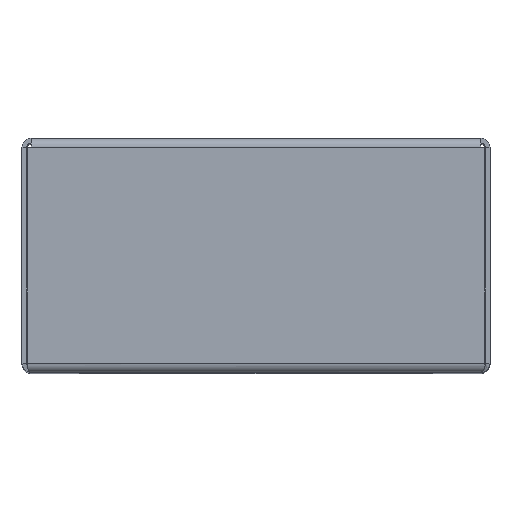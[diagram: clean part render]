
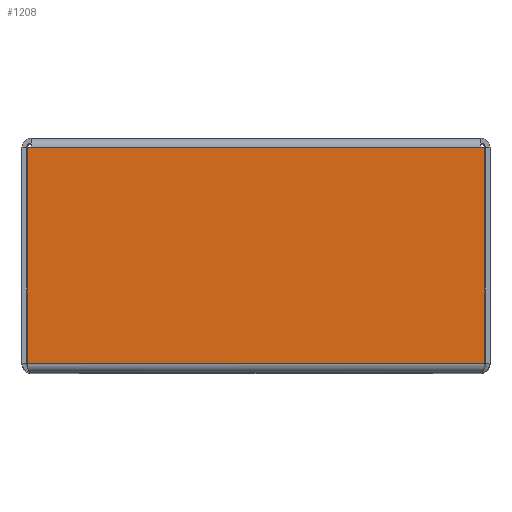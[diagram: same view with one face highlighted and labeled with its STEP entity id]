
A CAD part, top view. The second image highlights one B-rep face of the part: STEP entity #1208.
In plain terms, the highlighted planar face has unit normal (0, 0, 1).
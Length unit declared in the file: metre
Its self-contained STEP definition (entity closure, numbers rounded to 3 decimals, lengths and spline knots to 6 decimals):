
#140=ORIENTED_EDGE('',*,*,#474,.F.);
#141=ORIENTED_EDGE('',*,*,#477,.F.);
#142=ORIENTED_EDGE('',*,*,#478,.F.);
#143=ORIENTED_EDGE('',*,*,#470,.F.);
#144=ORIENTED_EDGE('',*,*,#466,.F.);
#145=ORIENTED_EDGE('',*,*,#479,.F.);
#466=EDGE_CURVE('',#638,#639,#738,.F.);
#470=EDGE_CURVE('',#639,#641,#741,.F.);
#474=EDGE_CURVE('',#645,#643,#745,.F.);
#477=EDGE_CURVE('',#647,#645,#747,.F.);
#478=EDGE_CURVE('',#641,#647,#748,.F.);
#479=EDGE_CURVE('',#643,#638,#749,.T.);
#638=VERTEX_POINT('',#1741);
#639=VERTEX_POINT('',#1743);
#641=VERTEX_POINT('',#1751);
#643=VERTEX_POINT('',#1757);
#645=VERTEX_POINT('',#1761);
#647=VERTEX_POINT('',#1770);
#738=LINE('',#1742,#866);
#741=LINE('',#1753,#869);
#745=LINE('',#1762,#873);
#747=LINE('',#1771,#875);
#748=LINE('',#1773,#876);
#749=LINE('',#1774,#877);
#866=VECTOR('',#1421,1.);
#869=VECTOR('',#1426,1.);
#873=VECTOR('',#1432,1.);
#875=VECTOR('',#1436,1.);
#876=VECTOR('',#1439,1.);
#877=VECTOR('',#1440,1.);
#984=EDGE_LOOP('',(#140,#141,#142,#143,#144,#145));
#1068=FACE_BOUND('',#984,.T.);
#1150=PLANE('',#1303);
#1208=ADVANCED_FACE('',(#1068),#1150,.T.);
#1303=AXIS2_PLACEMENT_3D('',#1772,#1437,#1438);
#1421=DIRECTION('',(-1.,0.,0.));
#1426=DIRECTION('',(0.,1.,0.));
#1432=DIRECTION('',(-1.,0.,0.));
#1436=DIRECTION('',(0.,-1.,0.));
#1437=DIRECTION('',(0.,0.,1.));
#1438=DIRECTION('',(1.,0.,0.));
#1439=DIRECTION('',(1.,0.,0.));
#1440=DIRECTION('',(1.,0.,0.));
#1741=CARTESIAN_POINT('',(0.198,-0.004,0.302));
#1742=CARTESIAN_POINT('',(0.1,-0.004,0.302));
#1743=CARTESIAN_POINT('',(0.1998,-0.004,0.302));
#1751=CARTESIAN_POINT('',(0.1998,-0.098,0.302));
#1753=CARTESIAN_POINT('',(0.1998,-0.051,0.302));
#1757=CARTESIAN_POINT('',(0.002,-0.004,0.302));
#1761=CARTESIAN_POINT('',(0.0002,-0.004,0.302));
#1762=CARTESIAN_POINT('',(0.1,-0.004,0.302));
#1770=CARTESIAN_POINT('',(0.0002,-0.098,0.302));
#1771=CARTESIAN_POINT('',(0.0002,-0.051,0.302));
#1772=CARTESIAN_POINT('',(0.1,-0.051,0.302));
#1773=CARTESIAN_POINT('',(0.1,-0.098,0.302));
#1774=CARTESIAN_POINT('',(0.1,-0.004,0.302));
